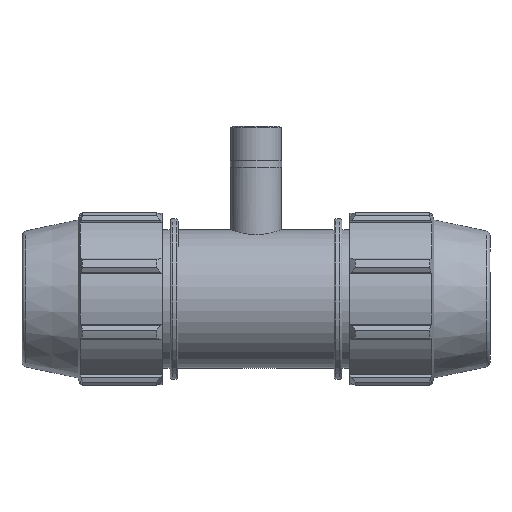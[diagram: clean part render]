
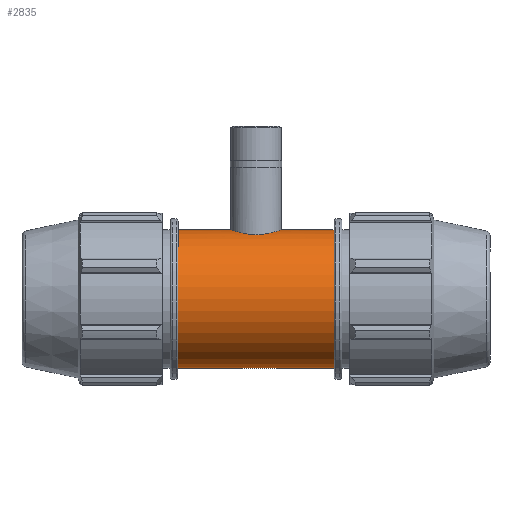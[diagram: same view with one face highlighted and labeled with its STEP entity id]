
A CAD part, top view. The second image highlights one B-rep face of the part: STEP entity #2835.
In plain terms, the highlighted cylindrical face has radius 36 mm (diameter 72 mm), a full revolution.
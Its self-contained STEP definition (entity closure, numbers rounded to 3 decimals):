
#612=FACE_BOUND('',#964,.T.);
#613=FACE_BOUND('',#965,.T.);
#616=B_SPLINE_CURVE_WITH_KNOTS('',3,(#3858,#3859,#3860,#3861,#3862,#3863,
#3864,#3865,#3866,#3867,#3868,#3869,#3870,#3871,#3872,#3873,#3874,#3875,
#3876,#3877,#3878,#3879,#3880,#3881,#3882,#3883,#3884,#3885,#3886,#3887,
#3888,#3889,#3890,#3891,#3892,#3893,#3894,#3895,#3896,#3897,#3898,#3899,
#3900,#3901,#3902,#3903,#3904,#3905,#3906,#3907),.UNSPECIFIED.,.T.,.F.,
(4,2,2,2,2,2,2,2,2,2,2,2,2,2,2,2,2,2,2,2,2,2,2,2,4),(0.,0.252,
0.503,1.007,1.51,1.761,2.013,
2.264,2.516,3.018,3.522,3.773,
4.025,4.277,4.528,5.032,5.535,
5.786,6.038,6.289,6.541,7.044,
7.547,7.799,8.05),.UNSPECIFIED.);
#769=FACE_OUTER_BOUND('',#963,.T.);
#963=EDGE_LOOP('',(#2478));
#964=EDGE_LOOP('',(#2479));
#965=EDGE_LOOP('',(#2480));
#1028=CIRCLE('',#2955,36.);
#1084=CIRCLE('',#3085,36.);
#1090=VERTEX_POINT('',#3857);
#1221=VERTEX_POINT('',#4368);
#1349=VERTEX_POINT('',#4827);
#1355=EDGE_CURVE('',#1090,#1090,#616,.T.);
#1533=EDGE_CURVE('',#1221,#1221,#1028,.T.);
#1726=EDGE_CURVE('',#1349,#1349,#1084,.T.);
#2478=ORIENTED_EDGE('',*,*,#1533,.T.);
#2479=ORIENTED_EDGE('',*,*,#1355,.T.);
#2480=ORIENTED_EDGE('',*,*,#1726,.F.);
#2527=CYLINDRICAL_SURFACE('',#3110,36.);
#2835=ADVANCED_FACE('',(#769,#612,#613),#2527,.T.);
#2955=AXIS2_PLACEMENT_3D('',#4369,#3432,#3433);
#3085=AXIS2_PLACEMENT_3D('',#4828,#3797,#3798);
#3110=AXIS2_PLACEMENT_3D('',#4857,#3847,#3848);
#3432=DIRECTION('center_axis',(1.,0.,0.));
#3433=DIRECTION('ref_axis',(0.,0.,-1.));
#3797=DIRECTION('center_axis',(1.,0.,0.));
#3798=DIRECTION('ref_axis',(0.,0.,-1.));
#3847=DIRECTION('center_axis',(1.,0.,0.));
#3848=DIRECTION('ref_axis',(0.,1.,0.));
#3857=CARTESIAN_POINT('',(0.,33.485,13.221));
#3858=CARTESIAN_POINT('Ctrl Pts',(0.,33.485,
13.221));
#3859=CARTESIAN_POINT('Ctrl Pts',(-0.839,33.485,13.221));
#3860=CARTESIAN_POINT('Ctrl Pts',(-1.704,33.517,13.139));
#3861=CARTESIAN_POINT('Ctrl Pts',(-3.418,33.648,12.801));
#3862=CARTESIAN_POINT('Ctrl Pts',(-4.268,33.746,12.544));
#3863=CARTESIAN_POINT('Ctrl Pts',(-6.707,34.112,11.528));
#3864=CARTESIAN_POINT('Ctrl Pts',(-8.183,34.452,10.514));
#3865=CARTESIAN_POINT('Ctrl Pts',(-10.513,35.078,8.184));
#3866=CARTESIAN_POINT('Ctrl Pts',(-11.528,35.408,6.707));
#3867=CARTESIAN_POINT('Ctrl Pts',(-12.544,35.756,4.268));
#3868=CARTESIAN_POINT('Ctrl Pts',(-12.801,35.848,3.417));
#3869=CARTESIAN_POINT('Ctrl Pts',(-13.139,35.97,1.703));
#3870=CARTESIAN_POINT('Ctrl Pts',(-13.221,36.,0.838));
#3871=CARTESIAN_POINT('Ctrl Pts',(-13.221,36.,-0.838));
#3872=CARTESIAN_POINT('Ctrl Pts',(-13.139,35.97,-1.703));
#3873=CARTESIAN_POINT('Ctrl Pts',(-12.801,35.848,-3.417));
#3874=CARTESIAN_POINT('Ctrl Pts',(-12.544,35.756,-4.268));
#3875=CARTESIAN_POINT('Ctrl Pts',(-11.528,35.408,-6.707));
#3876=CARTESIAN_POINT('Ctrl Pts',(-10.513,35.078,-8.184));
#3877=CARTESIAN_POINT('Ctrl Pts',(-8.183,34.452,-10.514));
#3878=CARTESIAN_POINT('Ctrl Pts',(-6.707,34.112,-11.528));
#3879=CARTESIAN_POINT('Ctrl Pts',(-4.268,33.746,-12.544));
#3880=CARTESIAN_POINT('Ctrl Pts',(-3.418,33.648,-12.801));
#3881=CARTESIAN_POINT('Ctrl Pts',(-1.704,33.517,-13.139));
#3882=CARTESIAN_POINT('Ctrl Pts',(-0.839,33.485,-13.221));
#3883=CARTESIAN_POINT('Ctrl Pts',(0.839,33.485,-13.221));
#3884=CARTESIAN_POINT('Ctrl Pts',(1.704,33.517,-13.139));
#3885=CARTESIAN_POINT('Ctrl Pts',(3.418,33.648,-12.801));
#3886=CARTESIAN_POINT('Ctrl Pts',(4.268,33.746,-12.544));
#3887=CARTESIAN_POINT('Ctrl Pts',(6.707,34.112,-11.528));
#3888=CARTESIAN_POINT('Ctrl Pts',(8.183,34.452,-10.514));
#3889=CARTESIAN_POINT('Ctrl Pts',(10.513,35.078,-8.184));
#3890=CARTESIAN_POINT('Ctrl Pts',(11.528,35.408,-6.707));
#3891=CARTESIAN_POINT('Ctrl Pts',(12.544,35.756,-4.268));
#3892=CARTESIAN_POINT('Ctrl Pts',(12.801,35.848,-3.417));
#3893=CARTESIAN_POINT('Ctrl Pts',(13.139,35.97,-1.703));
#3894=CARTESIAN_POINT('Ctrl Pts',(13.221,36.,-0.838));
#3895=CARTESIAN_POINT('Ctrl Pts',(13.221,36.,0.838));
#3896=CARTESIAN_POINT('Ctrl Pts',(13.139,35.97,1.703));
#3897=CARTESIAN_POINT('Ctrl Pts',(12.801,35.848,3.417));
#3898=CARTESIAN_POINT('Ctrl Pts',(12.544,35.756,4.268));
#3899=CARTESIAN_POINT('Ctrl Pts',(11.528,35.408,6.707));
#3900=CARTESIAN_POINT('Ctrl Pts',(10.513,35.078,8.184));
#3901=CARTESIAN_POINT('Ctrl Pts',(8.183,34.452,10.514));
#3902=CARTESIAN_POINT('Ctrl Pts',(6.707,34.112,11.528));
#3903=CARTESIAN_POINT('Ctrl Pts',(4.268,33.746,12.544));
#3904=CARTESIAN_POINT('Ctrl Pts',(3.418,33.648,12.801));
#3905=CARTESIAN_POINT('Ctrl Pts',(1.704,33.517,13.139));
#3906=CARTESIAN_POINT('Ctrl Pts',(0.839,33.485,13.221));
#3907=CARTESIAN_POINT('Ctrl Pts',(0.,33.485,
13.221));
#4368=CARTESIAN_POINT('',(-40.667,36.,0.));
#4369=CARTESIAN_POINT('Origin',(-40.667,0.,0.));
#4827=CARTESIAN_POINT('',(40.667,36.,0.));
#4828=CARTESIAN_POINT('Origin',(40.667,0.,0.));
#4857=CARTESIAN_POINT('Origin',(20.333,0.,0.));
